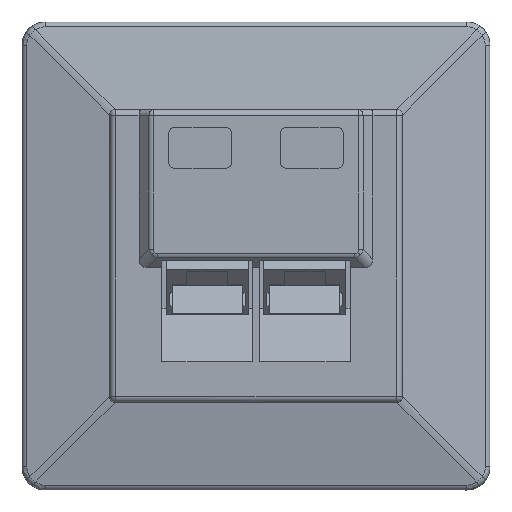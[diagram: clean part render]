
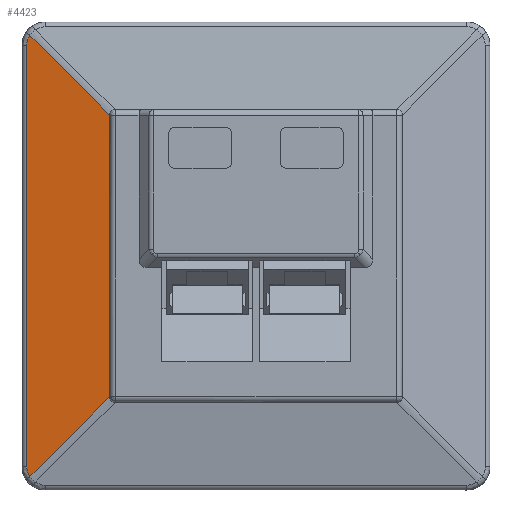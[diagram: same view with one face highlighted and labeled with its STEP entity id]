
A CAD part, top view. The second image highlights one B-rep face of the part: STEP entity #4423.
In plain terms, the highlighted planar face has unit normal (-0.183, 0, 0.983).
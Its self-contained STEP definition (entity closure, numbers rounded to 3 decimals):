
#57 = VECTOR ( 'NONE', #9537, 1000. ) ;
#473 = CARTESIAN_POINT ( 'NONE',  ( -38.996, -37.214, 2.387 ) ) ;
#514 = CARTESIAN_POINT ( 'NONE',  ( -38.64, 37.722, 2.454 ) ) ;
#565 = FACE_OUTER_BOUND ( 'NONE', #8101, .T. ) ;
#1290 =( BOUNDED_CURVE ( )  B_SPLINE_CURVE ( 3, ( #7877, #4596, #473, #6254 ),
 .UNSPECIFIED., .F., .F. ) 
 B_SPLINE_CURVE_WITH_KNOTS ( ( 4, 4 ),
 ( 0., 0.612 ),
 .UNSPECIFIED. ) 
 CURVE ( )  GEOMETRIC_REPRESENTATION_ITEM ( )  RATIONAL_B_SPLINE_CURVE ( ( 1., 0.969, 0.969, 1. ) ) 
 REPRESENTATION_ITEM ( '' )  );
#1531 = EDGE_CURVE ( 'NONE', #7921, #7602, #8618, .T. ) ;
#1609 = VERTEX_POINT ( 'NONE', #4998 ) ;
#1926 = VECTOR ( 'NONE', #4420, 1000. ) ;
#2093 = ORIENTED_EDGE ( 'NONE', *, *, #6719, .T. ) ;
#2118 = VERTEX_POINT ( 'NONE', #2658 ) ;
#2658 = CARTESIAN_POINT ( 'NONE',  ( -25., -24.083, 5. ) ) ;
#2843 = VECTOR ( 'NONE', #7112, 1000. ) ;
#3223 = ORIENTED_EDGE ( 'NONE', *, *, #8089, .T. ) ;
#3250 = CARTESIAN_POINT ( 'NONE',  ( -1.338, 0.42, 9.417 ) ) ;
#3293 = ORIENTED_EDGE ( 'NONE', *, *, #6282, .T. ) ;
#3345 = CARTESIAN_POINT ( 'NONE',  ( -38.996, 37.214, 2.387 ) ) ;
#3571 = CARTESIAN_POINT ( 'NONE',  ( -1.338, -0.42, 9.417 ) ) ;
#3947 = CARTESIAN_POINT ( 'NONE',  ( -1.744, 0., 9.341 ) ) ;
#4107 = LINE ( 'NONE', #3571, #1926 ) ;
#4133 = CARTESIAN_POINT ( 'NONE',  ( -25., 24.083, 5. ) ) ;
#4177 = VERTEX_POINT ( 'NONE', #8586 ) ;
#4188 = CARTESIAN_POINT ( 'NONE',  ( -39.183, 36.621, 2.352 ) ) ;
#4237 = VERTEX_POINT ( 'NONE', #4539 ) ;
#4318 =( BOUNDED_CURVE ( )  B_SPLINE_CURVE ( 3, ( #8309, #3345, #4188, #9986 ),
 .UNSPECIFIED., .F., .F. ) 
 B_SPLINE_CURVE_WITH_KNOTS ( ( 4, 4 ),
 ( 5.672, 6.283 ),
 .UNSPECIFIED. ) 
 CURVE ( )  GEOMETRIC_REPRESENTATION_ITEM ( )  RATIONAL_B_SPLINE_CURVE ( ( 1., 0.969, 0.969, 1. ) ) 
 REPRESENTATION_ITEM ( '' )  );
#4420 = DIRECTION ( 'NONE',  ( 0.701, 0.701, 0.131 ) ) ;
#4423 = ADVANCED_FACE ( 'NONE', ( #565 ), #8082, .T. ) ;
#4469 = EDGE_CURVE ( 'NONE', #4177, #1609, #7158, .T. ) ;
#4539 = CARTESIAN_POINT ( 'NONE',  ( -38.64, -37.722, 2.454 ) ) ;
#4596 = CARTESIAN_POINT ( 'NONE',  ( -39.183, -36.621, 2.352 ) ) ;
#4801 = DIRECTION ( 'NONE',  ( 0.983, 0., 0.183 ) ) ;
#4998 = CARTESIAN_POINT ( 'NONE',  ( -39.183, -36., 2.352 ) ) ;
#6254 = CARTESIAN_POINT ( 'NONE',  ( -38.64, -37.722, 2.454 ) ) ;
#6282 = EDGE_CURVE ( 'NONE', #1609, #4237, #1290, .T. ) ;
#6719 = EDGE_CURVE ( 'NONE', #7602, #4177, #4318, .T. ) ;
#7112 = DIRECTION ( 'NONE',  ( 0., -1., 0. ) ) ;
#7158 = LINE ( 'NONE', #10676, #57 ) ;
#7224 = AXIS2_PLACEMENT_3D ( 'NONE', #3947, #9752, #4801 ) ;
#7277 = ORIENTED_EDGE ( 'NONE', *, *, #4469, .T. ) ;
#7499 = LINE ( 'NONE', #8780, #2843 ) ;
#7602 = VERTEX_POINT ( 'NONE', #514 ) ;
#7877 = CARTESIAN_POINT ( 'NONE',  ( -39.183, -36., 2.352 ) ) ;
#7921 = VERTEX_POINT ( 'NONE', #4133 ) ;
#8082 = PLANE ( 'NONE',  #7224 ) ;
#8089 = EDGE_CURVE ( 'NONE', #4237, #2118, #4107, .T. ) ;
#8101 = EDGE_LOOP ( 'NONE', ( #7277, #3293, #3223, #9820, #8611, #2093 ) ) ;
#8211 = DIRECTION ( 'NONE',  ( -0.701, 0.701, -0.131 ) ) ;
#8309 = CARTESIAN_POINT ( 'NONE',  ( -38.64, 37.722, 2.454 ) ) ;
#8349 = VECTOR ( 'NONE', #8211, 1000. ) ;
#8586 = CARTESIAN_POINT ( 'NONE',  ( -39.183, 36., 2.352 ) ) ;
#8611 = ORIENTED_EDGE ( 'NONE', *, *, #1531, .T. ) ;
#8618 = LINE ( 'NONE', #3250, #8349 ) ;
#8780 = CARTESIAN_POINT ( 'NONE',  ( -25., -25., 5. ) ) ;
#9537 = DIRECTION ( 'NONE',  ( 0., -1., 0. ) ) ;
#9752 = DIRECTION ( 'NONE',  ( -0.183, 0., 0.983 ) ) ;
#9820 = ORIENTED_EDGE ( 'NONE', *, *, #9899, .F. ) ;
#9899 = EDGE_CURVE ( 'NONE', #7921, #2118, #7499, .T. ) ;
#9986 = CARTESIAN_POINT ( 'NONE',  ( -39.183, 36., 2.352 ) ) ;
#10676 = CARTESIAN_POINT ( 'NONE',  ( -39.183, -36., 2.352 ) ) ;
